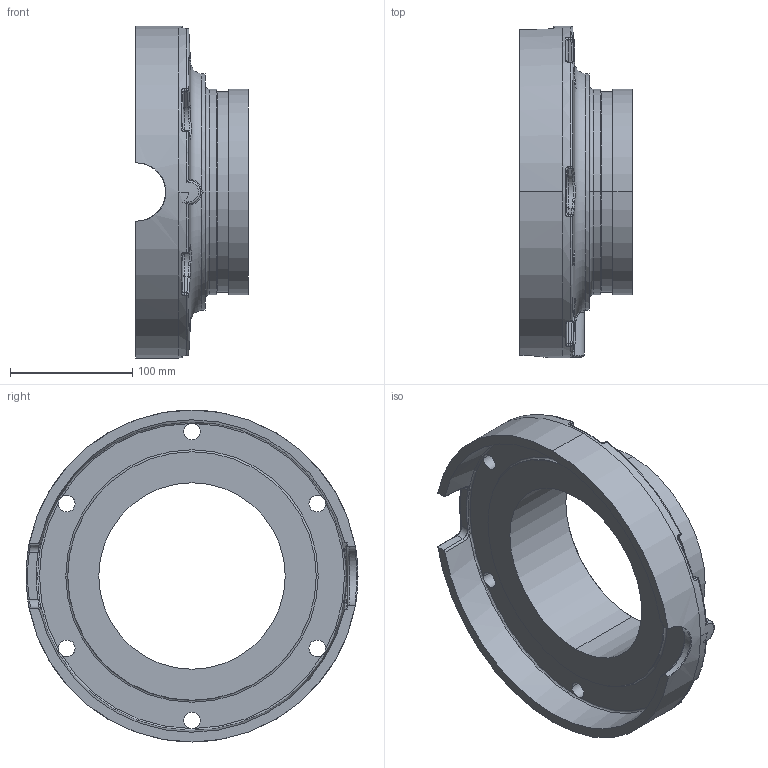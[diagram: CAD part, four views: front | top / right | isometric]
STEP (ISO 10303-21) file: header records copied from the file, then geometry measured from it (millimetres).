
FILE_DESCRIPTION((''),'2;1');
FILE_NAME('D15423','2013-01-22T',('jhabe'),(''),'PRO/ENGINEER BY PARAMETRIC TECHNOLOGY CORPORATION, 2011310','PRO/ENGINEER BY PARAMETRIC TECHNOLOGY CORPORATION, 2011310','');
FILE_SCHEMA(('CONFIG_CONTROL_DESIGN'));
Length unit declared in the file: inch
Products named in the file (1): D15423
Bounding box: 92.08 x 271.45 x 271.45 mm (x, y, z)
Volume: 1073228.2 mm3; surface area: 192307.3 mm2
Topology: 1 solids, 1 shells, 528 faces, 1404 edges, 890 vertices
Faces by surface type: plane 325, bspline 87, cylinder 50, torus 33, cone 21, sphere 12
Entity records: 19736 total; most frequent: CARTESIAN_POINT 7603, ORIENTED_EDGE 2808, DIRECTION 2111, EDGE_CURVE 1404, VERTEX_POINT 890, AXIS2_PLACEMENT_3D 720, VECTOR 671, LINE 671
